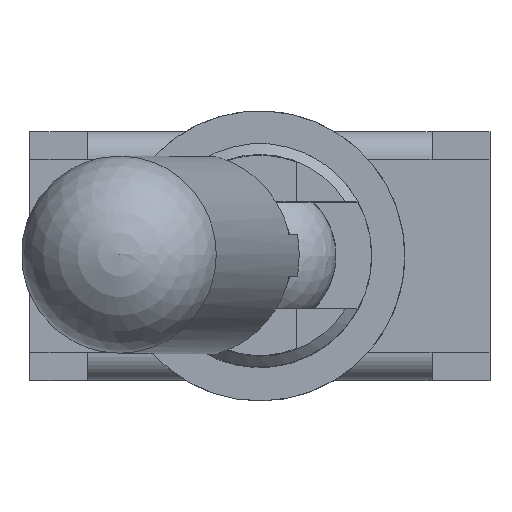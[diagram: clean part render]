
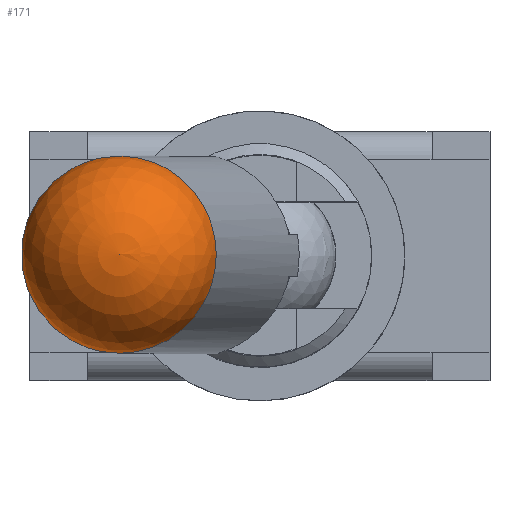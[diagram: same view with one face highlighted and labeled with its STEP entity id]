
A CAD part, top view. The second image highlights one B-rep face of the part: STEP entity #171.
In plain terms, the highlighted spherical face has radius 2.72 mm.
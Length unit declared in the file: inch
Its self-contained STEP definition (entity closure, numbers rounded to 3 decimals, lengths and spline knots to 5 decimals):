
#155=CARTESIAN_POINT('',(-0.15203,0.,1.17993));
#156=DIRECTION('',(0.0,0.0,1.0));
#157=DIRECTION('',(1.0,0.0,0.0));
#158=AXIS2_PLACEMENT_3D('',#155,#156,#157);
#159=SPHERICAL_SURFACE('',#158,0.10709);
#160=CARTESIAN_POINT('',(-0.15203,0.10709,1.17993));
#161=VERTEX_POINT('',#160);
#162=CARTESIAN_POINT('',(-0.15203,0.,1.17993));
#163=DIRECTION('',(-0.21,0.,0.978));
#164=DIRECTION('',(-0.689,0.71,-0.148));
#165=AXIS2_PLACEMENT_3D('',#162,#163,#164);
#166=CIRCLE('',#165,0.10709);
#167=EDGE_CURVE('',#161,#161,#166,.T.);
#168=ORIENTED_EDGE('',*,*,#167,.T.);
#169=EDGE_LOOP('',(#168));
#170=FACE_OUTER_BOUND('',#169,.T.);
#171=ADVANCED_FACE('',(#170),#159,.T.);
